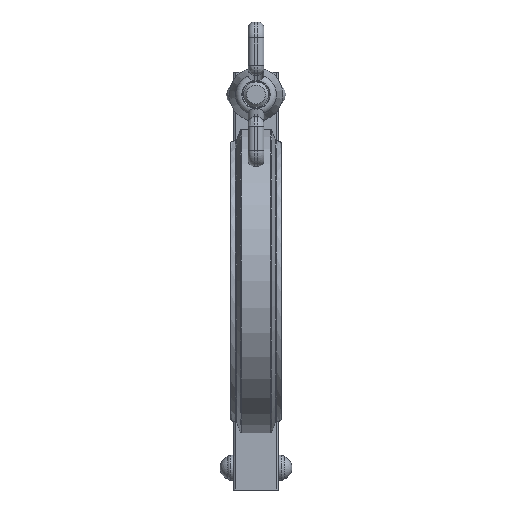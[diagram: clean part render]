
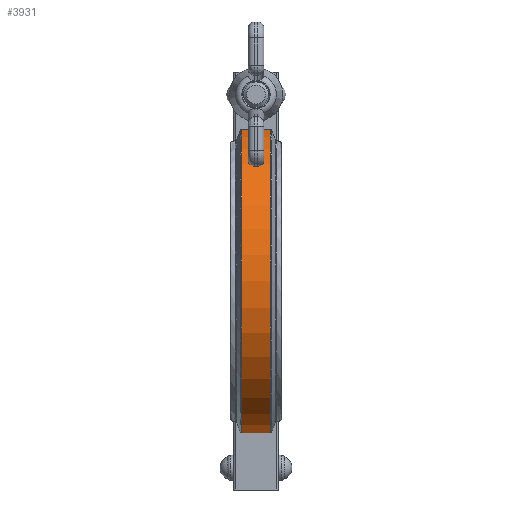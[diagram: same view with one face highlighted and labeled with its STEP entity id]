
A CAD part, front view. The second image highlights one B-rep face of the part: STEP entity #3931.
In plain terms, the highlighted cylindrical face has radius 49 mm (diameter 98 mm), a partial arc.
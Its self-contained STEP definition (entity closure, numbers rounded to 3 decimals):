
#3778=CARTESIAN_POINT('',(4.55,10.0,47.969));
#3779=VERTEX_POINT('',#3778);
#3796=CARTESIAN_POINT('',(-4.55,10.0,47.969));
#3797=VERTEX_POINT('',#3796);
#3798=CARTESIAN_POINT('',(-4.55,10.0,47.969));
#3799=DIRECTION('',(1.0,0.0,0.0));
#3800=VECTOR('',#3799,9.101);
#3801=LINE('',#3798,#3800);
#3802=EDGE_CURVE('',#3797,#3779,#3801,.T.);
#3868=CARTESIAN_POINT('',(4.55,10.0,-47.969));
#3869=VERTEX_POINT('',#3868);
#3889=CARTESIAN_POINT('',(4.55,0.0,0.0));
#3890=DIRECTION('',(1.0,0.0,0.0));
#3891=DIRECTION('',(0.0,1.0,0.0));
#3892=AXIS2_PLACEMENT_3D('',#3889,#3890,#3891);
#3893=CIRCLE('',#3892,49.);
#3894=EDGE_CURVE('',#3869,#3779,#3893,.T.);
#3907=CARTESIAN_POINT('',(0.0,0.0,0.0));
#3908=DIRECTION('',(1.0,0.0,0.0));
#3909=DIRECTION('',(0.0,0.041,-0.999));
#3910=AXIS2_PLACEMENT_3D('',#3907,#3908,#3909);
#3911=CYLINDRICAL_SURFACE('',#3910,49.);
#3912=ORIENTED_EDGE('',*,*,#3894,.F.);
#3913=CARTESIAN_POINT('',(-4.55,10.0,-47.969));
#3914=VERTEX_POINT('',#3913);
#3915=CARTESIAN_POINT('',(4.55,10.0,-47.969));
#3916=DIRECTION('',(-1.0,0.0,0.0));
#3917=VECTOR('',#3916,9.101);
#3918=LINE('',#3915,#3917);
#3919=EDGE_CURVE('',#3869,#3914,#3918,.T.);
#3920=ORIENTED_EDGE('',*,*,#3919,.T.);
#3921=CARTESIAN_POINT('',(-4.55,0.0,0.0));
#3922=DIRECTION('',(-1.0,0.0,0.0));
#3923=DIRECTION('',(0.0,1.0,0.0));
#3924=AXIS2_PLACEMENT_3D('',#3921,#3922,#3923);
#3925=CIRCLE('',#3924,49.);
#3926=EDGE_CURVE('',#3797,#3914,#3925,.T.);
#3927=ORIENTED_EDGE('',*,*,#3926,.F.);
#3928=ORIENTED_EDGE('',*,*,#3802,.T.);
#3929=EDGE_LOOP('',(#3912,#3920,#3927,#3928));
#3930=FACE_OUTER_BOUND('',#3929,.T.);
#3931=ADVANCED_FACE('',(#3930),#3911,.T.);
